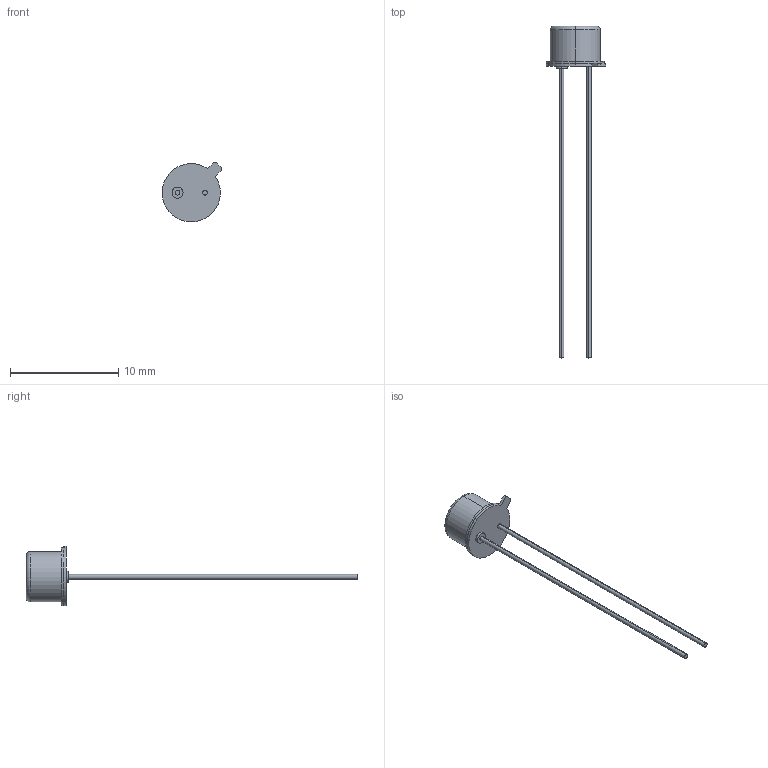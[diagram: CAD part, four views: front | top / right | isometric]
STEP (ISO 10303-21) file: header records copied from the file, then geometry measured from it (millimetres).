
FILE_DESCRIPTION (( 'STEP AP214' ), '1' );
FILE_NAME ('OP230WPS.STEP', '2018-04-11T14:15:11', ( '' ), ( '' ), 'SwSTEP 2.0', 'SolidWorks 2015', '' );
FILE_SCHEMA (( 'AUTOMOTIVE_DESIGN' ));
Length unit declared in the file: inch
Products named in the file (1): OP230WPS
Bounding box: 5.52 x 30.7 x 5.52 mm (x, y, z)
Volume: 73.5 mm3; surface area: 174.4 mm2
Topology: 1 solids, 1 shells, 27 faces, 58 edges, 38 vertices
Faces by surface type: cylinder 15, plane 10, torus 2
Entity records: 803 total; most frequent: DIRECTION 148, CARTESIAN_POINT 124, ORIENTED_EDGE 116, AXIS2_PLACEMENT_3D 62, EDGE_CURVE 58, VERTEX_POINT 38, CIRCLE 34, EDGE_LOOP 32
